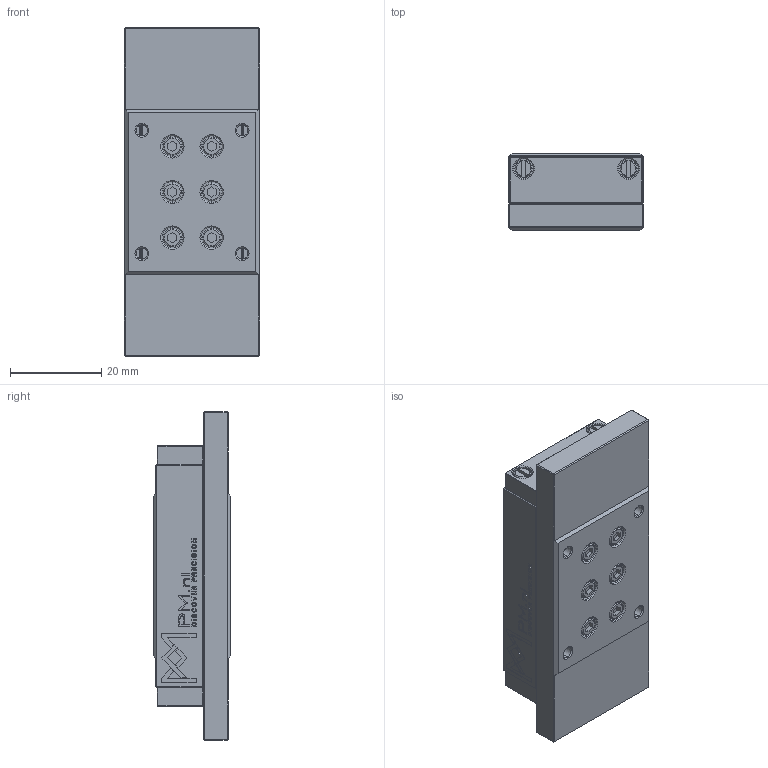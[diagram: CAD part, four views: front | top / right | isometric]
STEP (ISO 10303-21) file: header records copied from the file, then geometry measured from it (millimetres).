
FILE_DESCRIPTION(/* description */ (''),/* implementation_level */ '2;1');
FILE_NAME(/* name */ 'RTNG-1530.stp',/* time_stamp */ '2024-10-01T09:51:22+02:00',/* author */ (''),/* organization */ (''),/* preprocessor_version */ 'ST-DEVELOPER v16.7',/* originating_system */ 'SIEMENS PLM Software NX 12.0',/* authorisation */ '');
FILE_SCHEMA (('AUTOMOTIVE_DESIGN { 1 0 10303 214 3 1 1 1 }'));
Length unit declared in the file: millimetre
Products named in the file (1): RTNG-1530_stp
Bounding box: 29.6 x 17 x 72 mm (x, y, z)
Volume: 26646.2 mm3; surface area: 14452.3 mm2
Topology: 4 solids, 4 shells, 1061 faces, 2701 edges, 1750 vertices
Faces by surface type: plane 702, bspline 180, cylinder 89, cone 48, torus 42
Entity records: 37212 total; most frequent: CARTESIAN_POINT 8573, ORIENTED_EDGE 5402, DIRECTION 4407, EDGE_CURVE 2701, LINE 1959, VECTOR 1959, VERTEX_POINT 1750, AXIS2_PLACEMENT_3D 1224
